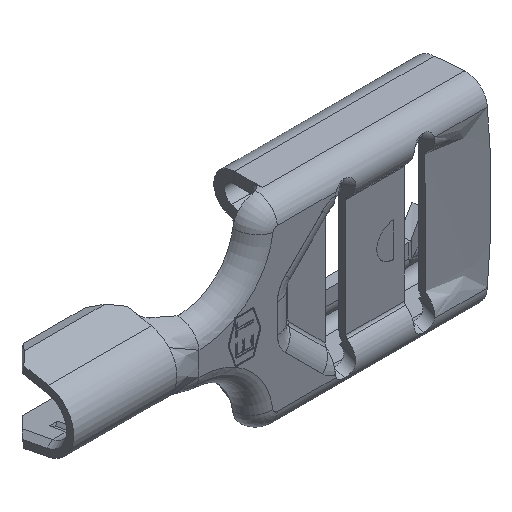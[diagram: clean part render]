
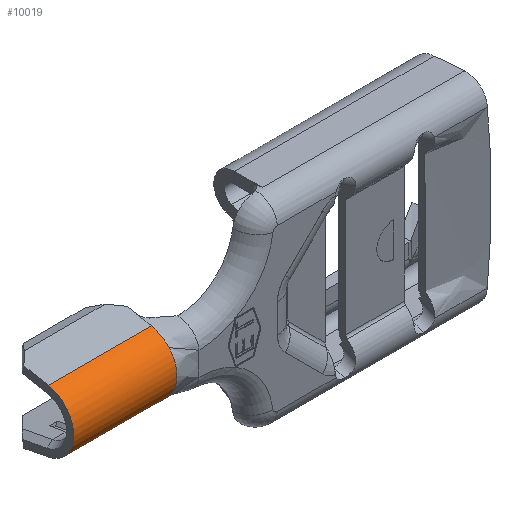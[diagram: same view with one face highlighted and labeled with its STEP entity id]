
A CAD part, isometric view. The second image highlights one B-rep face of the part: STEP entity #10019.
In plain terms, the highlighted cylindrical face has radius 1.168 mm (diameter 2.337 mm), a partial arc.
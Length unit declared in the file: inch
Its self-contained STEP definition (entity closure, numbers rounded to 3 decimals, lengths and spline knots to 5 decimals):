
#438 = DIRECTION ( 'NONE',  ( 0., 0., -1. ) ) ;
#465 = DIRECTION ( 'NONE',  ( 1., 0., 0. ) ) ;
#533 = CARTESIAN_POINT ( 'NONE',  ( -0.455, 0.03148, 0. ) ) ;
#768 = DIRECTION ( 'NONE',  ( 1., 0., 0. ) ) ;
#934 = EDGE_CURVE ( 'NONE', #9640, #1261, #4438, .T. ) ;
#1256 = CARTESIAN_POINT ( 'NONE',  ( -0.455, 0.00142, -0.03482 ) ) ;
#1261 = VERTEX_POINT ( 'NONE', #7961 ) ;
#1355 = ORIENTED_EDGE ( 'NONE', *, *, #5983, .T. ) ;
#1441 = DIRECTION ( 'NONE',  ( 1., 0., 0. ) ) ;
#1676 = CARTESIAN_POINT ( 'NONE',  ( -0.455, 0.02279, 0.04517 ) ) ;
#1686 = DIRECTION ( 'NONE',  ( 0., 0., -1. ) ) ;
#1700 = DIRECTION ( 'NONE',  ( 1., 0., 0. ) ) ;
#1714 = CARTESIAN_POINT ( 'NONE',  ( -0.605, 0.03148, 0. ) ) ;
#1879 = CARTESIAN_POINT ( 'NONE',  ( -0.455, -0.00297, 0.03048 ) ) ;
#1890 = CARTESIAN_POINT ( 'NONE',  ( -0.455, -0.00134, 0.03232 ) ) ;
#1910 = CARTESIAN_POINT ( 'NONE',  ( -0.455, 0.00227, 0.03581 ) ) ;
#1933 = CARTESIAN_POINT ( 'NONE',  ( -0.455, 0.00859, 0.04014 ) ) ;
#1945 = CARTESIAN_POINT ( 'NONE',  ( -0.455, 0.02279, 0.04517 ) ) ;
#1980 = CARTESIAN_POINT ( 'NONE',  ( -0.455, 0.02037, 0.04471 ) ) ;
#2017 = CARTESIAN_POINT ( 'NONE',  ( -0.455, 0.01553, 0.04337 ) ) ;
#2176 = CARTESIAN_POINT ( 'NONE',  ( -0.605, 0.02279, -0.04517 ) ) ;
#2309 = AXIS2_PLACEMENT_3D ( 'NONE', #7414, #2630, #8219 ) ;
#2348 = VERTEX_POINT ( 'NONE', #1256 ) ;
#2434 = EDGE_CURVE ( 'NONE', #6783, #2348, #3235, .T. ) ;
#2471 = CYLINDRICAL_SURFACE ( 'NONE', #5343, 0.046 ) ;
#2577 = EDGE_CURVE ( 'NONE', #1261, #6783, #8341, .T. ) ;
#2630 = DIRECTION ( 'NONE',  ( 1., 0., 0. ) ) ;
#2925 = LINE ( 'NONE', #8795, #7175 ) ;
#3181 = AXIS2_PLACEMENT_3D ( 'NONE', #6689, #6666, #6639 ) ;
#3235 = CIRCLE ( 'NONE', #9795, 0.046 ) ;
#3864 = CIRCLE ( 'NONE', #8661, 0.046 ) ;
#3982 = VERTEX_POINT ( 'NONE', #7166 ) ;
#3994 = ORIENTED_EDGE ( 'NONE', *, *, #8997, .T. ) ;
#4438 = B_SPLINE_CURVE_WITH_KNOTS ( 'NONE', 3,
 ( #1945, #1980, #2017, #1933, #1910, #1890, #1879 ),
 .UNSPECIFIED., .F., .F.,
 ( 4, 1, 1, 1, 4 ),
 ( 0., 0.25, 0.5, 0.75, 1. ),
 .UNSPECIFIED. ) ;
#4498 = CARTESIAN_POINT ( 'NONE',  ( -0.455, 0.02279, -0.04517 ) ) ;
#4708 = CARTESIAN_POINT ( 'NONE',  ( -0.605, 0.02279, -0.04517 ) ) ;
#5343 = AXIS2_PLACEMENT_3D ( 'NONE', #10310, #768, #5564 ) ;
#5449 = EDGE_CURVE ( 'NONE', #3982, #9640, #2925, .T. ) ;
#5564 = DIRECTION ( 'NONE',  ( 0., 0., -1. ) ) ;
#5565 = CIRCLE ( 'NONE', #2309, 0.046 ) ;
#5590 = VERTEX_POINT ( 'NONE', #4708 ) ;
#5983 = EDGE_CURVE ( 'NONE', #3982, #5590, #3864, .T. ) ;
#6072 = VECTOR ( 'NONE', #1441, 39.37008 ) ;
#6639 = DIRECTION ( 'NONE',  ( 0., 0., -1. ) ) ;
#6666 = DIRECTION ( 'NONE',  ( 1., 0., 0. ) ) ;
#6689 = CARTESIAN_POINT ( 'NONE',  ( -0.455, 0.03148, 0. ) ) ;
#6783 = VERTEX_POINT ( 'NONE', #8748 ) ;
#6875 = ORIENTED_EDGE ( 'NONE', *, *, #9718, .F. ) ;
#6986 = ORIENTED_EDGE ( 'NONE', *, *, #5449, .F. ) ;
#7166 = CARTESIAN_POINT ( 'NONE',  ( -0.605, 0.02279, 0.04517 ) ) ;
#7175 = VECTOR ( 'NONE', #8771, 39.37008 ) ;
#7363 = ORIENTED_EDGE ( 'NONE', *, *, #2577, .F. ) ;
#7414 = CARTESIAN_POINT ( 'NONE',  ( -0.455, 0.03148, 0. ) ) ;
#7961 = CARTESIAN_POINT ( 'NONE',  ( -0.455, -0.00297, 0.03048 ) ) ;
#8219 = DIRECTION ( 'NONE',  ( 0., 0., -1. ) ) ;
#8341 = CIRCLE ( 'NONE', #3181, 0.046 ) ;
#8609 = ORIENTED_EDGE ( 'NONE', *, *, #934, .F. ) ;
#8661 = AXIS2_PLACEMENT_3D ( 'NONE', #1714, #1700, #1686 ) ;
#8748 = CARTESIAN_POINT ( 'NONE',  ( -0.455, -0.01452, 0. ) ) ;
#8771 = DIRECTION ( 'NONE',  ( 1., 0., 0. ) ) ;
#8795 = CARTESIAN_POINT ( 'NONE',  ( -0.605, 0.02279, 0.04517 ) ) ;
#8854 = FACE_OUTER_BOUND ( 'NONE', #10242, .T. ) ;
#8997 = EDGE_CURVE ( 'NONE', #5590, #10294, #10286, .T. ) ;
#9249 = ORIENTED_EDGE ( 'NONE', *, *, #2434, .F. ) ;
#9640 = VERTEX_POINT ( 'NONE', #1676 ) ;
#9718 = EDGE_CURVE ( 'NONE', #2348, #10294, #5565, .T. ) ;
#9795 = AXIS2_PLACEMENT_3D ( 'NONE', #533, #465, #438 ) ;
#10019 = ADVANCED_FACE ( 'NONE', ( #8854 ), #2471, .T. ) ;
#10242 = EDGE_LOOP ( 'NONE', ( #8609, #6986, #1355, #3994, #6875, #9249, #7363 ) ) ;
#10286 = LINE ( 'NONE', #2176, #6072 ) ;
#10294 = VERTEX_POINT ( 'NONE', #4498 ) ;
#10310 = CARTESIAN_POINT ( 'NONE',  ( -0.605, 0.03148, 0. ) ) ;
